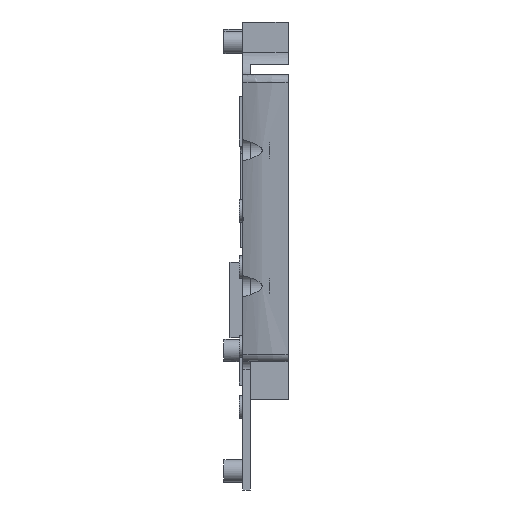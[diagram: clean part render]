
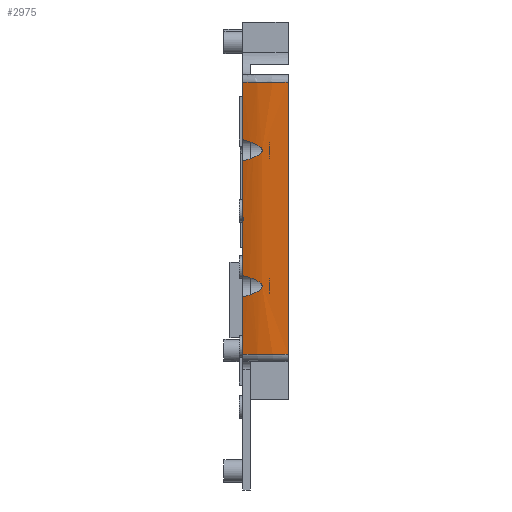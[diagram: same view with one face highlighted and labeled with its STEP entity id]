
A CAD part, left-side view. The second image highlights one B-rep face of the part: STEP entity #2975.
In plain terms, the highlighted cylindrical face has radius 15 mm (diameter 30 mm), a partial arc.
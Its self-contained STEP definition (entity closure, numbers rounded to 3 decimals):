
#62=B_SPLINE_CURVE_WITH_KNOTS('',3,(#4829,#4830,#4831,#4832,#4833,#4834,
#4835,#4836,#4837,#4838,#4839,#4840,#4841,#4842,#4843,#4844,#4845,#4846,
#4847,#4848,#4849,#4850,#4851,#4852,#4853,#4854,#4855),.UNSPECIFIED.,.F.,
 .F.,(4,2,2,2,2,2,3,2,2,2,2,2,4),(-0.304,-0.201,
-0.128,-0.055,-0.028,-0.014,
0.,0.014,0.028,0.055,0.128,
0.201,0.304),.UNSPECIFIED.);
#63=B_SPLINE_CURVE_WITH_KNOTS('',3,(#4859,#4860,#4861,#4862,#4863,#4864,
#4865,#4866,#4867,#4868,#4869,#4870,#4871,#4872),.UNSPECIFIED.,.F.,.F.,
(4,2,2,2,2,2,4),(0.271,0.286,0.294,
0.303,0.314,0.324,0.335),
 .UNSPECIFIED.);
#64=B_SPLINE_CURVE_WITH_KNOTS('',3,(#4876,#4877,#4878,#4879,#4880,#4881,
#4882,#4883,#4884,#4885,#4886,#4887,#4888,#4889,#4890,#4891,#4892,#4893,
#4894,#4895,#4896,#4897,#4898,#4899,#4900,#4901,#4902),.UNSPECIFIED.,.F.,
 .F.,(4,2,2,2,2,2,3,2,2,2,2,2,4),(-0.304,-0.201,
-0.128,-0.055,-0.028,-0.014,
0.,0.014,0.028,0.055,0.128,
0.201,0.304),.UNSPECIFIED.);
#228=FACE_OUTER_BOUND('',#397,.T.);
#397=EDGE_LOOP('',(#2282,#2283,#2284,#2285,#2286,#2287,#2288,#2289,#2290,
#2291));
#648=LINE('',#4827,#913);
#649=LINE('',#4857,#914);
#650=LINE('',#4874,#915);
#651=LINE('',#4904,#916);
#652=LINE('',#4907,#917);
#913=VECTOR('',#3863,10.);
#914=VECTOR('',#3864,10.);
#915=VECTOR('',#3865,10.);
#916=VECTOR('',#3866,10.);
#917=VECTOR('',#3869,10.);
#1163=CIRCLE('',#3252,15.);
#1164=CIRCLE('',#3254,15.);
#1391=VERTEX_POINT('',#4808);
#1394=VERTEX_POINT('',#4813);
#1395=VERTEX_POINT('',#4826);
#1396=VERTEX_POINT('',#4828);
#1397=VERTEX_POINT('',#4856);
#1398=VERTEX_POINT('',#4858);
#1399=VERTEX_POINT('',#4873);
#1400=VERTEX_POINT('',#4875);
#1401=VERTEX_POINT('',#4903);
#1402=VERTEX_POINT('',#4905);
#1741=EDGE_CURVE('',#1394,#1391,#1163,.T.);
#1742=EDGE_CURVE('',#1395,#1394,#648,.T.);
#1743=EDGE_CURVE('',#1395,#1396,#62,.T.);
#1744=EDGE_CURVE('',#1397,#1396,#649,.T.);
#1745=EDGE_CURVE('',#1397,#1398,#63,.T.);
#1746=EDGE_CURVE('',#1399,#1398,#650,.T.);
#1747=EDGE_CURVE('',#1399,#1400,#64,.T.);
#1748=EDGE_CURVE('',#1401,#1400,#651,.T.);
#1749=EDGE_CURVE('',#1402,#1401,#1164,.T.);
#1750=EDGE_CURVE('',#1402,#1391,#652,.T.);
#2282=ORIENTED_EDGE('',*,*,#1741,.F.);
#2283=ORIENTED_EDGE('',*,*,#1742,.F.);
#2284=ORIENTED_EDGE('',*,*,#1743,.T.);
#2285=ORIENTED_EDGE('',*,*,#1744,.F.);
#2286=ORIENTED_EDGE('',*,*,#1745,.T.);
#2287=ORIENTED_EDGE('',*,*,#1746,.F.);
#2288=ORIENTED_EDGE('',*,*,#1747,.T.);
#2289=ORIENTED_EDGE('',*,*,#1748,.F.);
#2290=ORIENTED_EDGE('',*,*,#1749,.F.);
#2291=ORIENTED_EDGE('',*,*,#1750,.T.);
#2883=CYLINDRICAL_SURFACE('',#3253,15.);
#2975=ADVANCED_FACE('',(#228),#2883,.T.);
#3252=AXIS2_PLACEMENT_3D('',#4824,#3859,#3860);
#3253=AXIS2_PLACEMENT_3D('',#4825,#3861,#3862);
#3254=AXIS2_PLACEMENT_3D('',#4906,#3867,#3868);
#3859=DIRECTION('center_axis',(0.,0.,1.));
#3860=DIRECTION('ref_axis',(-0.979,0.204,0.));
#3861=DIRECTION('center_axis',(0.,0.,1.));
#3862=DIRECTION('ref_axis',(0.,1.,0.));
#3863=DIRECTION('',(0.,0.,1.));
#3864=DIRECTION('',(0.,0.,1.));
#3865=DIRECTION('',(0.,0.,1.));
#3866=DIRECTION('',(0.,0.,1.));
#3867=DIRECTION('center_axis',(0.,0.,-1.));
#3868=DIRECTION('ref_axis',(-0.979,0.204,0.));
#3869=DIRECTION('',(0.,0.,1.));
#4808=CARTESIAN_POINT('',(2.,18.,57.));
#4813=CARTESIAN_POINT('',(3.252,24.,57.));
#4824=CARTESIAN_POINT('Origin',(17.,18.,57.));
#4825=CARTESIAN_POINT('Origin',(17.,18.,10.));
#4826=CARTESIAN_POINT('',(3.252,24.,49.415));
#4827=CARTESIAN_POINT('',(3.252,24.,10.));
#4828=CARTESIAN_POINT('',(3.252,24.,46.585));
#4829=CARTESIAN_POINT('Ctrl Pts',(3.252,24.,49.415));
#4830=CARTESIAN_POINT('Ctrl Pts',(3.109,23.671,49.339));
#4831=CARTESIAN_POINT('Ctrl Pts',(2.982,23.347,49.244));
#4832=CARTESIAN_POINT('Ctrl Pts',(2.795,22.823,49.058));
#4833=CARTESIAN_POINT('Ctrl Pts',(2.716,22.587,48.964));
#4834=CARTESIAN_POINT('Ctrl Pts',(2.577,22.128,48.743));
#4835=CARTESIAN_POINT('Ctrl Pts',(2.516,21.904,48.619));
#4836=CARTESIAN_POINT('Ctrl Pts',(2.451,21.653,48.407));
#4837=CARTESIAN_POINT('Ctrl Pts',(2.434,21.582,48.337));
#4838=CARTESIAN_POINT('Ctrl Pts',(2.415,21.502,48.219));
#4839=CARTESIAN_POINT('Ctrl Pts',(2.409,21.48,48.178));
#4840=CARTESIAN_POINT('Ctrl Pts',(2.402,21.449,48.091));
#4841=CARTESIAN_POINT('Ctrl Pts',(2.4,21.441,48.046));
#4842=CARTESIAN_POINT('Ctrl Pts',(2.4,21.441,48.));
#4843=CARTESIAN_POINT('Ctrl Pts',(2.4,21.441,47.954));
#4844=CARTESIAN_POINT('Ctrl Pts',(2.402,21.449,47.909));
#4845=CARTESIAN_POINT('Ctrl Pts',(2.409,21.48,47.822));
#4846=CARTESIAN_POINT('Ctrl Pts',(2.415,21.502,47.781));
#4847=CARTESIAN_POINT('Ctrl Pts',(2.434,21.582,47.663));
#4848=CARTESIAN_POINT('Ctrl Pts',(2.451,21.653,47.593));
#4849=CARTESIAN_POINT('Ctrl Pts',(2.516,21.904,47.381));
#4850=CARTESIAN_POINT('Ctrl Pts',(2.577,22.128,47.257));
#4851=CARTESIAN_POINT('Ctrl Pts',(2.716,22.587,47.036));
#4852=CARTESIAN_POINT('Ctrl Pts',(2.795,22.823,46.942));
#4853=CARTESIAN_POINT('Ctrl Pts',(2.982,23.347,46.756));
#4854=CARTESIAN_POINT('Ctrl Pts',(3.109,23.671,46.661));
#4855=CARTESIAN_POINT('Ctrl Pts',(3.252,24.,46.585));
#4856=CARTESIAN_POINT('',(3.252,24.,39.234));
#4857=CARTESIAN_POINT('',(3.252,24.,10.));
#4858=CARTESIAN_POINT('',(3.252,24.,38.672));
#4859=CARTESIAN_POINT('Ctrl Pts',(3.252,24.,39.234));
#4860=CARTESIAN_POINT('Ctrl Pts',(3.235,23.961,39.201));
#4861=CARTESIAN_POINT('Ctrl Pts',(3.22,23.926,39.163));
#4862=CARTESIAN_POINT('Ctrl Pts',(3.202,23.884,39.099));
#4863=CARTESIAN_POINT('Ctrl Pts',(3.196,23.869,39.071));
#4864=CARTESIAN_POINT('Ctrl Pts',(3.188,23.85,39.013));
#4865=CARTESIAN_POINT('Ctrl Pts',(3.186,23.845,38.982));
#4866=CARTESIAN_POINT('Ctrl Pts',(3.186,23.845,38.918));
#4867=CARTESIAN_POINT('Ctrl Pts',(3.189,23.852,38.88));
#4868=CARTESIAN_POINT('Ctrl Pts',(3.201,23.881,38.81));
#4869=CARTESIAN_POINT('Ctrl Pts',(3.21,23.902,38.778));
#4870=CARTESIAN_POINT('Ctrl Pts',(3.229,23.946,38.723));
#4871=CARTESIAN_POINT('Ctrl Pts',(3.24,23.972,38.697));
#4872=CARTESIAN_POINT('Ctrl Pts',(3.252,24.,38.672));
#4873=CARTESIAN_POINT('',(3.252,24.,31.415));
#4874=CARTESIAN_POINT('',(3.252,24.,10.));
#4875=CARTESIAN_POINT('',(3.252,24.,28.585));
#4876=CARTESIAN_POINT('Ctrl Pts',(3.252,24.,31.415));
#4877=CARTESIAN_POINT('Ctrl Pts',(3.109,23.671,31.339));
#4878=CARTESIAN_POINT('Ctrl Pts',(2.982,23.347,31.244));
#4879=CARTESIAN_POINT('Ctrl Pts',(2.795,22.823,31.058));
#4880=CARTESIAN_POINT('Ctrl Pts',(2.716,22.587,30.964));
#4881=CARTESIAN_POINT('Ctrl Pts',(2.577,22.128,30.743));
#4882=CARTESIAN_POINT('Ctrl Pts',(2.516,21.904,30.619));
#4883=CARTESIAN_POINT('Ctrl Pts',(2.451,21.653,30.407));
#4884=CARTESIAN_POINT('Ctrl Pts',(2.434,21.582,30.337));
#4885=CARTESIAN_POINT('Ctrl Pts',(2.415,21.502,30.219));
#4886=CARTESIAN_POINT('Ctrl Pts',(2.409,21.48,30.178));
#4887=CARTESIAN_POINT('Ctrl Pts',(2.402,21.449,30.091));
#4888=CARTESIAN_POINT('Ctrl Pts',(2.4,21.441,30.046));
#4889=CARTESIAN_POINT('Ctrl Pts',(2.4,21.441,30.));
#4890=CARTESIAN_POINT('Ctrl Pts',(2.4,21.441,29.954));
#4891=CARTESIAN_POINT('Ctrl Pts',(2.402,21.449,29.909));
#4892=CARTESIAN_POINT('Ctrl Pts',(2.409,21.48,29.822));
#4893=CARTESIAN_POINT('Ctrl Pts',(2.415,21.502,29.781));
#4894=CARTESIAN_POINT('Ctrl Pts',(2.434,21.582,29.663));
#4895=CARTESIAN_POINT('Ctrl Pts',(2.451,21.653,29.593));
#4896=CARTESIAN_POINT('Ctrl Pts',(2.516,21.904,29.381));
#4897=CARTESIAN_POINT('Ctrl Pts',(2.577,22.128,29.257));
#4898=CARTESIAN_POINT('Ctrl Pts',(2.716,22.587,29.036));
#4899=CARTESIAN_POINT('Ctrl Pts',(2.795,22.823,28.942));
#4900=CARTESIAN_POINT('Ctrl Pts',(2.982,23.347,28.756));
#4901=CARTESIAN_POINT('Ctrl Pts',(3.109,23.671,28.661));
#4902=CARTESIAN_POINT('Ctrl Pts',(3.252,24.,28.585));
#4903=CARTESIAN_POINT('',(3.252,24.,21.));
#4904=CARTESIAN_POINT('',(3.252,24.,10.));
#4905=CARTESIAN_POINT('',(2.,18.,21.));
#4906=CARTESIAN_POINT('Origin',(17.,18.,21.));
#4907=CARTESIAN_POINT('',(2.,18.,12.));
